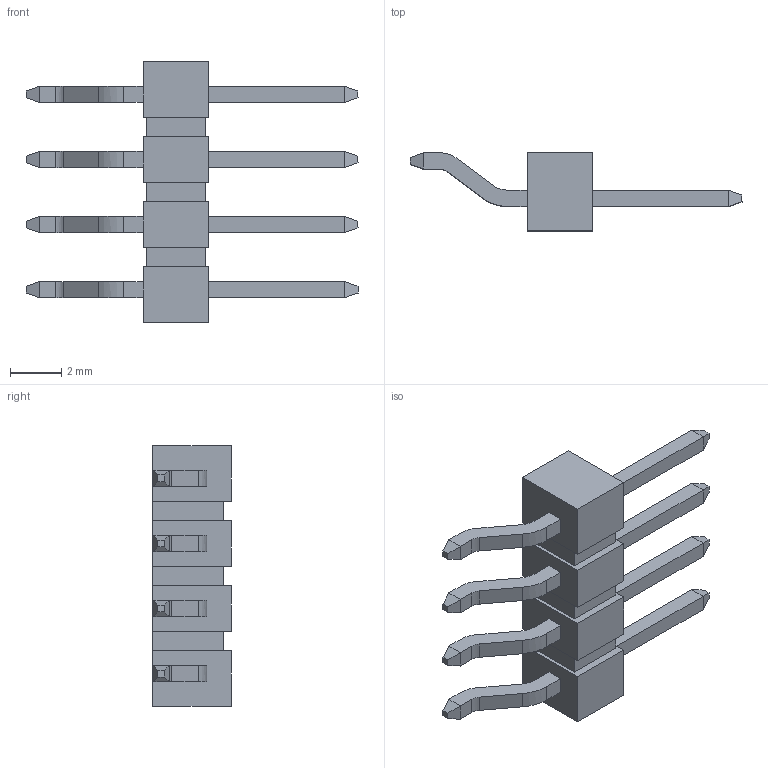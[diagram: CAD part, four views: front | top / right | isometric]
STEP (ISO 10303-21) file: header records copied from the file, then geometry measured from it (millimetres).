
FILE_DESCRIPTION(('FreeCAD Model'),'2;1');
FILE_NAME('TSM-104-01-X-SH 01.stp','2016-01-27T22:41:21',('FreeCAD'),('FreeCAD'), 'Open CASCADE STEP processor 6.8','FreeCAD','Unknown');
FILE_SCHEMA(('AUTOMOTIVE_DESIGN_CC2 { 1 2 10303 214 -1 1 5 4 }'));
Length unit declared in the file: millimetre
Products named in the file (1): Open CASCADE STEP translator 6.8 377
Bounding box: 12.95 x 3.05 x 10.16 mm (x, y, z)
Volume: 92 mm3; surface area: 240.4 mm2
Topology: 1 solids, 1 shells, 134 faces, 340 edges, 216 vertices
Faces by surface type: plane 118, bspline 16
Entity records: 8998 total; most frequent: CARTESIAN_POINT 4199, B_SPLINE_CURVE_WITH_KNOTS 956, ORIENTED_EDGE 680, PCURVE 680, DEFINITIONAL_REPRESENTATION 680, EDGE_CURVE 340, SURFACE_CURVE 340, DIRECTION 238
